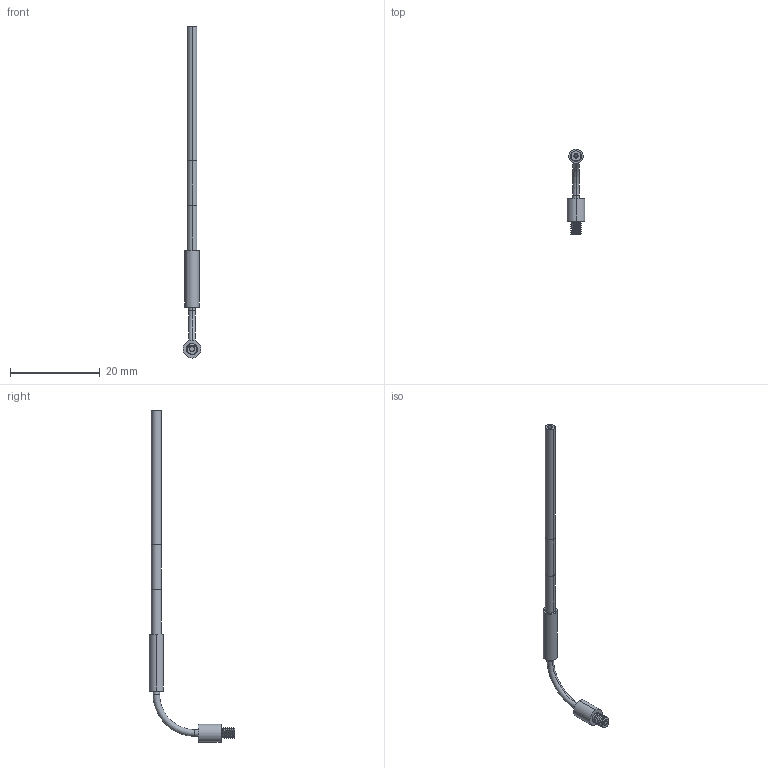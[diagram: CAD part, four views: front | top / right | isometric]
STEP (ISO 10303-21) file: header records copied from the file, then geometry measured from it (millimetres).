
FILE_DESCRIPTION((''),'2;1');
FILE_NAME('166420_ASM','2016-01-05T',('pdmadmin'),(''),'PRO/ENGINEER BY PARAMETRIC TECHNOLOGY CORPORATION, 2013230','PRO/ENGINEER BY PARAMETRIC TECHNOLOGY CORPORATION, 2013230','');
FILE_SCHEMA(('CONFIG_CONTROL_DESIGN'));
Length unit declared in the file: inch
Products named in the file (6): 39354_AF3; 51028_AF3; 35314_AF3; 10140_AF3; FIBER_CORE_1MM_AF1; 166420_ASM
Assembly tree (5 placements, depth 2):
  166420_ASM
    39354_AF3
    51028_AF3
    35314_AF3
    10140_AF3
    FIBER_CORE_1MM_AF1
Bounding box: 3.99 x 19.08 x 74.03 mm (x, y, z)
Volume: 292.5 mm3; surface area: 1249.3 mm2
Topology: 5 solids, 6 shells, 79 faces, 174 edges, 106 vertices
Faces by surface type: cylinder 45, plane 12, bspline 10, torus 6, cone 6
Entity records: 3835 total; most frequent: CARTESIAN_POINT 1971, DIRECTION 378, ORIENTED_EDGE 344, EDGE_CURVE 174, AXIS2_PLACEMENT_3D 161, VERTEX_POINT 106, EDGE_LOOP 88, FACE_OUTER_BOUND 79
